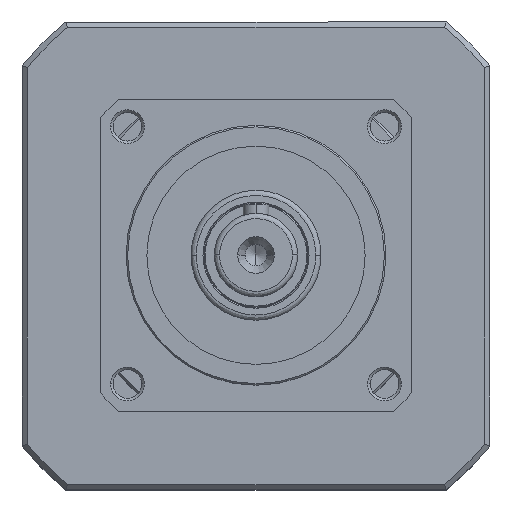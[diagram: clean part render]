
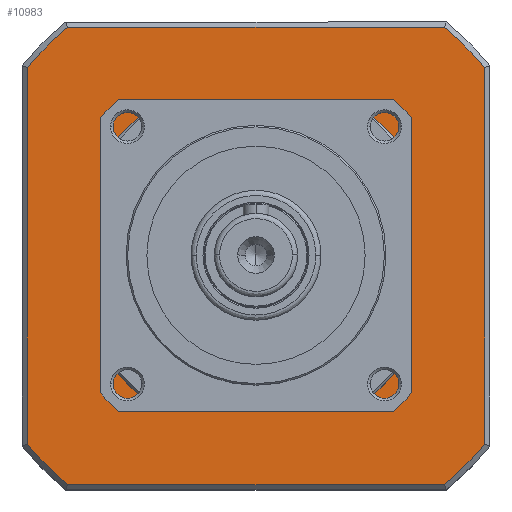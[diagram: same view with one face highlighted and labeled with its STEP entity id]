
A CAD part, top view. The second image highlights one B-rep face of the part: STEP entity #10983.
In plain terms, the highlighted face is planar.
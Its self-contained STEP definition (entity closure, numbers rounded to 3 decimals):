
#14 = EDGE_CURVE ( 'NONE', #11232, #14655, #11711, .T. ) ;
#212 = CARTESIAN_POINT ( 'NONE',  ( 44., 0., 3.5 ) ) ;
#777 = LINE ( 'NONE', #9844, #13293 ) ;
#1021 = VECTOR ( 'NONE', #3836, 1000. ) ;
#1054 = ORIENTED_EDGE ( 'NONE', *, *, #3206, .F. ) ;
#1138 = CIRCLE ( 'NONE', #9932, 57. ) ;
#1172 = CARTESIAN_POINT ( 'NONE',  ( 0., -30., 3.5 ) ) ;
#1309 = LINE ( 'NONE', #5814, #13804 ) ;
#1665 = EDGE_LOOP ( 'NONE', ( #1054, #9492, #12405, #12896, #2791, #8838, #7627, #9014 ) ) ;
#1705 = AXIS2_PLACEMENT_3D ( 'NONE', #3632, #12132, #4847 ) ;
#2024 = VERTEX_POINT ( 'NONE', #9539 ) ;
#2114 = AXIS2_PLACEMENT_3D ( 'NONE', #7120, #15536, #8354 ) ;
#2177 = DIRECTION ( 'NONE',  ( 0., 0., 1. ) ) ;
#2210 = CIRCLE ( 'NONE', #4247, 57. ) ;
#2257 = VECTOR ( 'NONE', #14523, 1000. ) ;
#2557 = LINE ( 'NONE', #5595, #8679 ) ;
#2567 = LINE ( 'NONE', #212, #8686 ) ;
#2621 = LINE ( 'NONE', #1172, #2257 ) ;
#2703 = DIRECTION ( 'NONE',  ( 0., 1., 0. ) ) ;
#2791 = ORIENTED_EDGE ( 'NONE', *, *, #12360, .F. ) ;
#2942 = EDGE_CURVE ( 'NONE', #3233, #12327, #9454, .T. ) ;
#2995 = CARTESIAN_POINT ( 'NONE',  ( 0., 0., 3.5 ) ) ;
#3103 = VERTEX_POINT ( 'NONE', #6672 ) ;
#3206 = EDGE_CURVE ( 'NONE', #7508, #2024, #13916, .T. ) ;
#3233 = VERTEX_POINT ( 'NONE', #3681 ) ;
#3245 = CARTESIAN_POINT ( 'NONE',  ( 0., 0., 3.5 ) ) ;
#3377 = CARTESIAN_POINT ( 'NONE',  ( 44., 36.235, 3.5 ) ) ;
#3632 = CARTESIAN_POINT ( 'NONE',  ( 0., 0., 3.5 ) ) ;
#3681 = CARTESIAN_POINT ( 'NONE',  ( -44., 36.235, 3.5 ) ) ;
#3775 = DIRECTION ( 'NONE',  ( 0., -1., 0. ) ) ;
#3836 = DIRECTION ( 'NONE',  ( 1., 0., 0. ) ) ;
#3928 = CARTESIAN_POINT ( 'NONE',  ( 0., 30., 3.5 ) ) ;
#3953 = CARTESIAN_POINT ( 'NONE',  ( -18.028, -30., 3.5 ) ) ;
#3965 = ORIENTED_EDGE ( 'NONE', *, *, #9815, .F. ) ;
#4201 = DIRECTION ( 'NONE',  ( 1., 0., 0. ) ) ;
#4247 = AXIS2_PLACEMENT_3D ( 'NONE', #13175, #5936, #14389 ) ;
#4439 = FACE_BOUND ( 'NONE', #1665, .T. ) ;
#4443 = DIRECTION ( 'NONE',  ( 1., 0., 0. ) ) ;
#4505 = CARTESIAN_POINT ( 'NONE',  ( 30., -18.028, 3.5 ) ) ;
#4847 = DIRECTION ( 'NONE',  ( 1., 0., 0. ) ) ;
#4915 = EDGE_LOOP ( 'NONE', ( #8287, #5133, #6752, #7776, #3965, #8548, #13435, #7809 ) ) ;
#5096 = AXIS2_PLACEMENT_3D ( 'NONE', #7359, #7346, #7325 ) ;
#5121 = EDGE_CURVE ( 'NONE', #7245, #11216, #2557, .T. ) ;
#5133 = ORIENTED_EDGE ( 'NONE', *, *, #14316, .F. ) ;
#5202 = LINE ( 'NONE', #10133, #8103 ) ;
#5265 = CIRCLE ( 'NONE', #2114, 35. ) ;
#5291 = DIRECTION ( 'NONE',  ( 0., 1., 0. ) ) ;
#5573 = AXIS2_PLACEMENT_3D ( 'NONE', #2995, #11513, #4201 ) ;
#5595 = CARTESIAN_POINT ( 'NONE',  ( 0., -44., 3.5 ) ) ;
#5814 = CARTESIAN_POINT ( 'NONE',  ( 0., 44., 3.5 ) ) ;
#5936 = DIRECTION ( 'NONE',  ( 0., 0., 1. ) ) ;
#6139 = DIRECTION ( 'NONE',  ( 0., 0., -1. ) ) ;
#6180 = VECTOR ( 'NONE', #10626, 1000. ) ;
#6279 = EDGE_CURVE ( 'NONE', #3103, #6610, #777, .T. ) ;
#6331 = CARTESIAN_POINT ( 'NONE',  ( 18.028, -30., 3.5 ) ) ;
#6610 = VERTEX_POINT ( 'NONE', #4505 ) ;
#6672 = CARTESIAN_POINT ( 'NONE',  ( 30., 18.028, 3.5 ) ) ;
#6752 = ORIENTED_EDGE ( 'NONE', *, *, #12236, .F. ) ;
#6919 = VERTEX_POINT ( 'NONE', #6331 ) ;
#7097 = CARTESIAN_POINT ( 'NONE',  ( 0., 0., 3.5 ) ) ;
#7120 = CARTESIAN_POINT ( 'NONE',  ( 0., 0., 3.5 ) ) ;
#7245 = VERTEX_POINT ( 'NONE', #8012 ) ;
#7253 = CARTESIAN_POINT ( 'NONE',  ( 36.235, 44., 3.5 ) ) ;
#7325 = DIRECTION ( 'NONE',  ( 1., 0., 0. ) ) ;
#7346 = DIRECTION ( 'NONE',  ( 0., 0., 1. ) ) ;
#7359 = CARTESIAN_POINT ( 'NONE',  ( 0., 0., 3.5 ) ) ;
#7410 = VERTEX_POINT ( 'NONE', #14245 ) ;
#7419 = CIRCLE ( 'NONE', #14490, 57. ) ;
#7508 = VERTEX_POINT ( 'NONE', #14444 ) ;
#7627 = ORIENTED_EDGE ( 'NONE', *, *, #6279, .F. ) ;
#7692 = FACE_OUTER_BOUND ( 'NONE', #4915, .T. ) ;
#7726 = CIRCLE ( 'NONE', #14291, 35. ) ;
#7776 = ORIENTED_EDGE ( 'NONE', *, *, #14, .F. ) ;
#7809 = ORIENTED_EDGE ( 'NONE', *, *, #12215, .F. ) ;
#7901 = EDGE_CURVE ( 'NONE', #11216, #9620, #2210, .T. ) ;
#8012 = CARTESIAN_POINT ( 'NONE',  ( -36.235, -44., 3.5 ) ) ;
#8103 = VECTOR ( 'NONE', #5291, 1000. ) ;
#8287 = ORIENTED_EDGE ( 'NONE', *, *, #2942, .F. ) ;
#8315 = DIRECTION ( 'NONE',  ( 0., -1., 0. ) ) ;
#8354 = DIRECTION ( 'NONE',  ( 1., 0., 0. ) ) ;
#8424 = EDGE_CURVE ( 'NONE', #2024, #3103, #7726, .T. ) ;
#8548 = ORIENTED_EDGE ( 'NONE', *, *, #7901, .F. ) ;
#8573 = VERTEX_POINT ( 'NONE', #3953 ) ;
#8618 = EDGE_CURVE ( 'NONE', #7410, #12864, #5202, .T. ) ;
#8679 = VECTOR ( 'NONE', #15178, 1000. ) ;
#8686 = VECTOR ( 'NONE', #2703, 1000. ) ;
#8838 = ORIENTED_EDGE ( 'NONE', *, *, #13103, .F. ) ;
#9014 = ORIENTED_EDGE ( 'NONE', *, *, #8424, .F. ) ;
#9454 = LINE ( 'NONE', #11114, #6180 ) ;
#9455 = CARTESIAN_POINT ( 'NONE',  ( 36.235, -44., 3.5 ) ) ;
#9492 = ORIENTED_EDGE ( 'NONE', *, *, #11355, .F. ) ;
#9510 = CARTESIAN_POINT ( 'NONE',  ( 0., 0., 3.5 ) ) ;
#9539 = CARTESIAN_POINT ( 'NONE',  ( 18.028, 30., 3.5 ) ) ;
#9620 = VERTEX_POINT ( 'NONE', #13279 ) ;
#9712 = CARTESIAN_POINT ( 'NONE',  ( -44., -36.235, 3.5 ) ) ;
#9815 = EDGE_CURVE ( 'NONE', #9620, #11232, #2567, .T. ) ;
#9844 = CARTESIAN_POINT ( 'NONE',  ( 30., 0., 3.5 ) ) ;
#9932 = AXIS2_PLACEMENT_3D ( 'NONE', #7097, #15509, #8315 ) ;
#10133 = CARTESIAN_POINT ( 'NONE',  ( -30., 0., 3.5 ) ) ;
#10626 = DIRECTION ( 'NONE',  ( 0., -1., 0. ) ) ;
#10729 = DIRECTION ( 'NONE',  ( 1., 0., 0. ) ) ;
#10983 = ADVANCED_FACE ( 'NONE', ( #7692, #4439 ), #13848, .F. ) ;
#11114 = CARTESIAN_POINT ( 'NONE',  ( -44., 0., 3.5 ) ) ;
#11216 = VERTEX_POINT ( 'NONE', #9455 ) ;
#11232 = VERTEX_POINT ( 'NONE', #3377 ) ;
#11355 = EDGE_CURVE ( 'NONE', #12864, #7508, #15564, .T. ) ;
#11513 = DIRECTION ( 'NONE',  ( 0., 0., 1. ) ) ;
#11711 = CIRCLE ( 'NONE', #5096, 57. ) ;
#11751 = DIRECTION ( 'NONE',  ( 0., 0., -1. ) ) ;
#11928 = DIRECTION ( 'NONE',  ( -1., 0., 0. ) ) ;
#12132 = DIRECTION ( 'NONE',  ( 0., 0., -1. ) ) ;
#12209 = VERTEX_POINT ( 'NONE', #13018 ) ;
#12215 = EDGE_CURVE ( 'NONE', #12327, #7245, #7419, .T. ) ;
#12236 = EDGE_CURVE ( 'NONE', #14655, #12209, #1309, .T. ) ;
#12327 = VERTEX_POINT ( 'NONE', #9712 ) ;
#12360 = EDGE_CURVE ( 'NONE', #6919, #8573, #2621, .T. ) ;
#12405 = ORIENTED_EDGE ( 'NONE', *, *, #8618, .F. ) ;
#12864 = VERTEX_POINT ( 'NONE', #14710 ) ;
#12896 = ORIENTED_EDGE ( 'NONE', *, *, #15032, .F. ) ;
#13018 = CARTESIAN_POINT ( 'NONE',  ( -36.235, 44., 3.5 ) ) ;
#13103 = EDGE_CURVE ( 'NONE', #6610, #6919, #15615, .T. ) ;
#13175 = CARTESIAN_POINT ( 'NONE',  ( 0., 0., 3.5 ) ) ;
#13279 = CARTESIAN_POINT ( 'NONE',  ( 44., -36.235, 3.5 ) ) ;
#13293 = VECTOR ( 'NONE', #3775, 1000. ) ;
#13385 = CARTESIAN_POINT ( 'NONE',  ( 0., 0., 3.5 ) ) ;
#13435 = ORIENTED_EDGE ( 'NONE', *, *, #5121, .F. ) ;
#13804 = VECTOR ( 'NONE', #11928, 1000. ) ;
#13848 = PLANE ( 'NONE',  #5573 ) ;
#13916 = LINE ( 'NONE', #3928, #1021 ) ;
#14028 = AXIS2_PLACEMENT_3D ( 'NONE', #3245, #11751, #4443 ) ;
#14245 = CARTESIAN_POINT ( 'NONE',  ( -30., -18.028, 3.5 ) ) ;
#14291 = AXIS2_PLACEMENT_3D ( 'NONE', #13385, #6139, #14604 ) ;
#14316 = EDGE_CURVE ( 'NONE', #12209, #3233, #1138, .T. ) ;
#14389 = DIRECTION ( 'NONE',  ( 0., -1., 0. ) ) ;
#14444 = CARTESIAN_POINT ( 'NONE',  ( -18.028, 30., 3.5 ) ) ;
#14490 = AXIS2_PLACEMENT_3D ( 'NONE', #9510, #2177, #10729 ) ;
#14523 = DIRECTION ( 'NONE',  ( -1., 0., 0. ) ) ;
#14604 = DIRECTION ( 'NONE',  ( 1., 0., 0. ) ) ;
#14655 = VERTEX_POINT ( 'NONE', #7253 ) ;
#14710 = CARTESIAN_POINT ( 'NONE',  ( -30., 18.028, 3.5 ) ) ;
#15032 = EDGE_CURVE ( 'NONE', #8573, #7410, #5265, .T. ) ;
#15178 = DIRECTION ( 'NONE',  ( 1., 0., 0. ) ) ;
#15509 = DIRECTION ( 'NONE',  ( 0., 0., 1. ) ) ;
#15536 = DIRECTION ( 'NONE',  ( 0., 0., -1. ) ) ;
#15564 = CIRCLE ( 'NONE', #1705, 35. ) ;
#15615 = CIRCLE ( 'NONE', #14028, 35. ) ;
